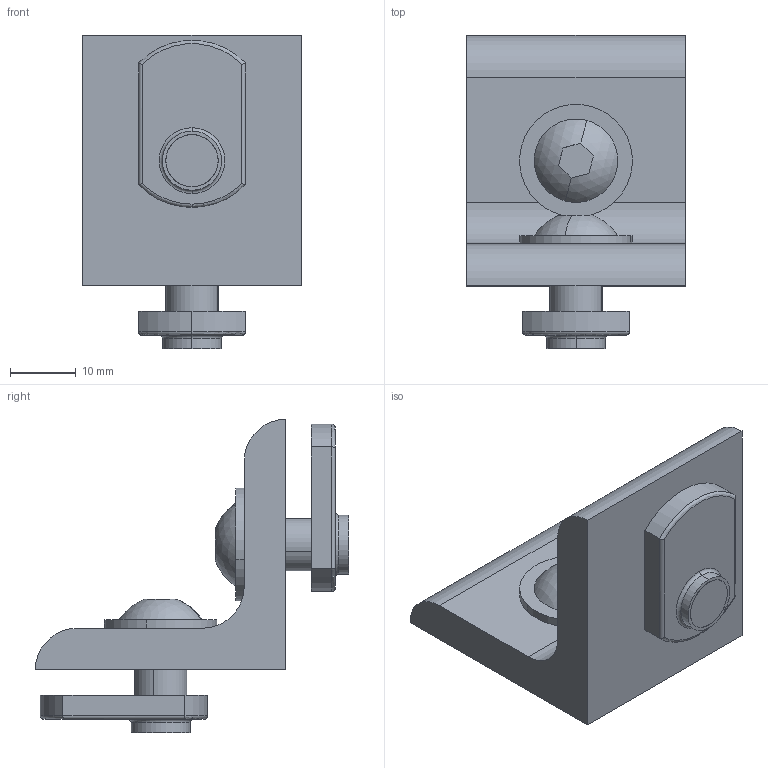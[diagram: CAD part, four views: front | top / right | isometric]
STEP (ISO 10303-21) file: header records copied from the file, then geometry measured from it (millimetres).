
FILE_DESCRIPTION (( 'STEP AP203' ), '1' );
FILE_NAME ('653136.SLDASM.step', '2003-10-13T11:25:42', ( 'Jerry Winters' ), ( 'GoEngineer' ), 'SwSTEP 2.0', 'SolidWorks 2003174', '' );
FILE_SCHEMA (( 'CONFIG_CONTROL_DESIGN' ));
Length unit declared in the file: inch
Products named in the file (5): 653136.SLDASM; Inside Corner Brackets (STD)_653136; 651129; FBHSCS_651134; 651097
Assembly tree (5 placements, depth 3):
  653136.SLDASM
    651129  x2
      651097
      FBHSCS_651134
    Inside Corner Brackets (STD)_653136
Bounding box: 33.27 x 47.62 x 47.62 mm (x, y, z)
Volume: 18731.3 mm3; surface area: 10010.6 mm2
Topology: 5 solids, 5 shells, 83 faces, 183 edges, 116 vertices
Faces by surface type: plane 36, cylinder 33, torus 10, sphere 4
Entity records: 1947 total; most frequent: DIRECTION 272, CARTESIAN_POINT 254, ORIENTED_EDGE 216, AXIS2_PLACEMENT_3D 111, EDGE_CURVE 108, VERTEX_POINT 69, EDGE_LOOP 57, CIRCLE 54
